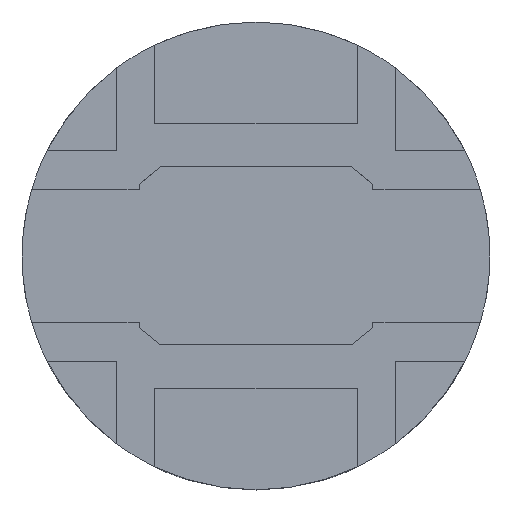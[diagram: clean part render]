
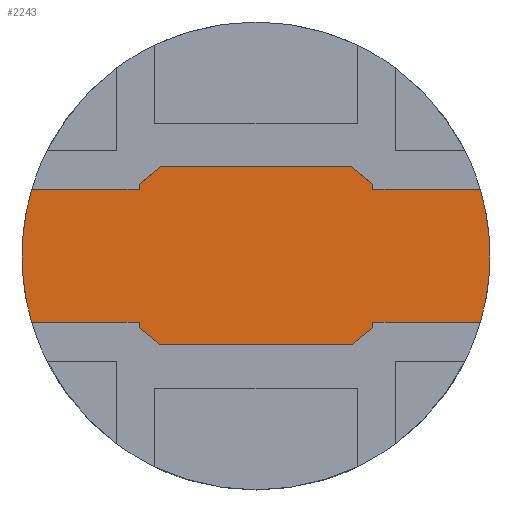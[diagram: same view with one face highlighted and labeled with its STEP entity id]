
A CAD part, top view. The second image highlights one B-rep face of the part: STEP entity #2243.
In plain terms, the highlighted planar face has unit normal (0, 0, 1).
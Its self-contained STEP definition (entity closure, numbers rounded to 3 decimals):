
#19 = DIRECTION ( 'NONE',  ( -0.775, -0.632, 0. ) ) ;
#37 = ORIENTED_EDGE ( 'NONE', *, *, #1552, .T. ) ;
#45 = PLANE ( 'NONE',  #1340 ) ;
#63 = DIRECTION ( 'NONE',  ( 1., 0., 0. ) ) ;
#71 = DIRECTION ( 'NONE',  ( 1., 0., 0. ) ) ;
#74 = VERTEX_POINT ( 'NONE', #2422 ) ;
#101 = CARTESIAN_POINT ( 'NONE',  ( 0., 0., 2. ) ) ;
#124 = DIRECTION ( 'NONE',  ( 1., 0., 0. ) ) ;
#136 = EDGE_CURVE ( 'NONE', #74, #1558, #1665, .T. ) ;
#157 = CARTESIAN_POINT ( 'NONE',  ( -10.5, 0., 2. ) ) ;
#177 = LINE ( 'NONE', #191, #2214 ) ;
#178 = DIRECTION ( 'NONE',  ( 1., 0., 0. ) ) ;
#191 = CARTESIAN_POINT ( 'NONE',  ( 10.5, 0., 2. ) ) ;
#194 = CARTESIAN_POINT ( 'NONE',  ( 0., -5.97, 2. ) ) ;
#200 = EDGE_CURVE ( 'NONE', #1605, #366, #1839, .T. ) ;
#228 = ORIENTED_EDGE ( 'NONE', *, *, #200, .T. ) ;
#276 = CARTESIAN_POINT ( 'NONE',  ( -10.5, 6.45, 2. ) ) ;
#301 = ORIENTED_EDGE ( 'NONE', *, *, #1397, .F. ) ;
#315 = CARTESIAN_POINT ( 'NONE',  ( 10.5, 6.45, 2. ) ) ;
#317 = DIRECTION ( 'NONE',  ( 0., -1., 0. ) ) ;
#323 = VERTEX_POINT ( 'NONE', #1752 ) ;
#358 = EDGE_LOOP ( 'NONE', ( #844, #37, #890, #1764, #2352, #1172, #2186, #2425, #1102, #1553, #2105, #1688, #565, #301, #1205, #546, #228, #2492 ) ) ;
#366 = VERTEX_POINT ( 'NONE', #778 ) ;
#368 = CARTESIAN_POINT ( 'NONE',  ( -20.134, -5.97, 2. ) ) ;
#420 = CARTESIAN_POINT ( 'NONE',  ( 10.5, -6.45, 2. ) ) ;
#435 = CARTESIAN_POINT ( 'NONE',  ( -7.355, -9.016, 2. ) ) ;
#439 = EDGE_CURVE ( 'NONE', #323, #2359, #177, .T. ) ;
#455 = VECTOR ( 'NONE', #178, 1000. ) ;
#486 = EDGE_CURVE ( 'NONE', #1852, #1386, #2156, .T. ) ;
#487 = CARTESIAN_POINT ( 'NONE',  ( 0., 0., 2. ) ) ;
#510 = CARTESIAN_POINT ( 'NONE',  ( 10.5, 0., 2. ) ) ;
#546 = ORIENTED_EDGE ( 'NONE', *, *, #1967, .T. ) ;
#565 = ORIENTED_EDGE ( 'NONE', *, *, #1157, .F. ) ;
#568 = CARTESIAN_POINT ( 'NONE',  ( 0., 0., 2. ) ) ;
#602 = DIRECTION ( 'NONE',  ( -0.775, -0.632, 0. ) ) ;
#607 = CARTESIAN_POINT ( 'NONE',  ( 10.5, -5.97, 2. ) ) ;
#668 = CARTESIAN_POINT ( 'NONE',  ( 0., 5.97, 2. ) ) ;
#675 = VECTOR ( 'NONE', #19, 1000. ) ;
#706 = LINE ( 'NONE', #510, #1250 ) ;
#778 = CARTESIAN_POINT ( 'NONE',  ( 20.134, 5.97, 2. ) ) ;
#790 = CARTESIAN_POINT ( 'NONE',  ( -7.355, 9.016, 2. ) ) ;
#793 = EDGE_CURVE ( 'NONE', #1386, #2066, #1374, .T. ) ;
#796 = VECTOR ( 'NONE', #841, 1000. ) ;
#797 = VERTEX_POINT ( 'NONE', #607 ) ;
#799 = CARTESIAN_POINT ( 'NONE',  ( 0., 0., 2. ) ) ;
#815 = VERTEX_POINT ( 'NONE', #970 ) ;
#818 = VERTEX_POINT ( 'NONE', #1179 ) ;
#841 = DIRECTION ( 'NONE',  ( -0.775, 0.632, 0. ) ) ;
#844 = ORIENTED_EDGE ( 'NONE', *, *, #439, .T. ) ;
#847 = CARTESIAN_POINT ( 'NONE',  ( -10.5, 0., 2. ) ) ;
#853 = EDGE_CURVE ( 'NONE', #1558, #865, #1017, .T. ) ;
#863 = CARTESIAN_POINT ( 'NONE',  ( 0., 0., 2. ) ) ;
#865 = VERTEX_POINT ( 'NONE', #368 ) ;
#875 = CARTESIAN_POINT ( 'NONE',  ( 0., -8., 2. ) ) ;
#890 = ORIENTED_EDGE ( 'NONE', *, *, #1376, .F. ) ;
#912 = VERTEX_POINT ( 'NONE', #1260 ) ;
#922 = AXIS2_PLACEMENT_3D ( 'NONE', #863, #1293, #1446 ) ;
#930 = EDGE_CURVE ( 'NONE', #323, #366, #2041, .T. ) ;
#970 = CARTESIAN_POINT ( 'NONE',  ( -8.6, -8., 2. ) ) ;
#974 = LINE ( 'NONE', #2367, #2084 ) ;
#982 = CARTESIAN_POINT ( 'NONE',  ( -21., 0., 2. ) ) ;
#992 = VECTOR ( 'NONE', #2012, 1000. ) ;
#1017 = CIRCLE ( 'NONE', #2471, 21. ) ;
#1069 = CARTESIAN_POINT ( 'NONE',  ( 0., 8., 2. ) ) ;
#1077 = FACE_OUTER_BOUND ( 'NONE', #358, .T. ) ;
#1079 = LINE ( 'NONE', #875, #1741 ) ;
#1102 = ORIENTED_EDGE ( 'NONE', *, *, #1516, .T. ) ;
#1121 = CARTESIAN_POINT ( 'NONE',  ( -10.5, -5.97, 2. ) ) ;
#1157 = EDGE_CURVE ( 'NONE', #1825, #1853, #1823, .T. ) ;
#1167 = LINE ( 'NONE', #2382, #455 ) ;
#1172 = ORIENTED_EDGE ( 'NONE', *, *, #1549, .F. ) ;
#1179 = CARTESIAN_POINT ( 'NONE',  ( 8.6, 8., 2. ) ) ;
#1205 = ORIENTED_EDGE ( 'NONE', *, *, #1278, .T. ) ;
#1213 = CIRCLE ( 'NONE', #1535, 21. ) ;
#1250 = VECTOR ( 'NONE', #317, 1000. ) ;
#1260 = CARTESIAN_POINT ( 'NONE',  ( 20.134, -5.97, 2. ) ) ;
#1278 = EDGE_CURVE ( 'NONE', #797, #912, #2232, .T. ) ;
#1285 = DIRECTION ( 'NONE',  ( 0., 0., 1. ) ) ;
#1293 = DIRECTION ( 'NONE',  ( 0., 0., 1. ) ) ;
#1340 = AXIS2_PLACEMENT_3D ( 'NONE', #799, #2459, #1874 ) ;
#1344 = VECTOR ( 'NONE', #63, 1000. ) ;
#1354 = DIRECTION ( 'NONE',  ( 1., 0., 0. ) ) ;
#1361 = DIRECTION ( 'NONE',  ( 1., 0., 0. ) ) ;
#1362 = EDGE_CURVE ( 'NONE', #815, #1853, #1079, .T. ) ;
#1374 = LINE ( 'NONE', #157, #2093 ) ;
#1376 = EDGE_CURVE ( 'NONE', #1852, #818, #1692, .T. ) ;
#1386 = VERTEX_POINT ( 'NONE', #276 ) ;
#1397 = EDGE_CURVE ( 'NONE', #797, #1825, #706, .T. ) ;
#1446 = DIRECTION ( 'NONE',  ( 1., 0., 0. ) ) ;
#1466 = DIRECTION ( 'NONE',  ( 1., 0., 0. ) ) ;
#1498 = DIRECTION ( 'NONE',  ( 0., 0., 1. ) ) ;
#1500 = VECTOR ( 'NONE', #1519, 1000. ) ;
#1516 = EDGE_CURVE ( 'NONE', #865, #1984, #1966, .T. ) ;
#1519 = DIRECTION ( 'NONE',  ( 1., 0., 0. ) ) ;
#1535 = AXIS2_PLACEMENT_3D ( 'NONE', #487, #1285, #1466 ) ;
#1538 = AXIS2_PLACEMENT_3D ( 'NONE', #101, #1498, #71 ) ;
#1543 = CARTESIAN_POINT ( 'NONE',  ( 0., -5.97, 2. ) ) ;
#1549 = EDGE_CURVE ( 'NONE', #74, #2066, #1167, .T. ) ;
#1552 = EDGE_CURVE ( 'NONE', #2359, #818, #974, .T. ) ;
#1553 = ORIENTED_EDGE ( 'NONE', *, *, #1586, .F. ) ;
#1558 = VERTEX_POINT ( 'NONE', #982 ) ;
#1586 = EDGE_CURVE ( 'NONE', #2440, #1984, #2433, .T. ) ;
#1592 = DIRECTION ( 'NONE',  ( 0., 0., 1. ) ) ;
#1605 = VERTEX_POINT ( 'NONE', #2046 ) ;
#1665 = CIRCLE ( 'NONE', #1538, 21. ) ;
#1688 = ORIENTED_EDGE ( 'NONE', *, *, #1362, .T. ) ;
#1692 = LINE ( 'NONE', #1069, #1500 ) ;
#1741 = VECTOR ( 'NONE', #124, 1000. ) ;
#1748 = DIRECTION ( 'NONE',  ( 0., -1., 0. ) ) ;
#1752 = CARTESIAN_POINT ( 'NONE',  ( 10.5, 5.97, 2. ) ) ;
#1764 = ORIENTED_EDGE ( 'NONE', *, *, #486, .T. ) ;
#1807 = CARTESIAN_POINT ( 'NONE',  ( -10.5, -6.45, 2. ) ) ;
#1823 = LINE ( 'NONE', #2410, #2120 ) ;
#1825 = VERTEX_POINT ( 'NONE', #420 ) ;
#1839 = CIRCLE ( 'NONE', #922, 21. ) ;
#1852 = VERTEX_POINT ( 'NONE', #2235 ) ;
#1853 = VERTEX_POINT ( 'NONE', #2428 ) ;
#1874 = DIRECTION ( 'NONE',  ( 1., 0., 0. ) ) ;
#1915 = VECTOR ( 'NONE', #2240, 1000. ) ;
#1926 = EDGE_CURVE ( 'NONE', #815, #2440, #2000, .T. ) ;
#1964 = DIRECTION ( 'NONE',  ( 0., 1., 0. ) ) ;
#1966 = LINE ( 'NONE', #1543, #2453 ) ;
#1967 = EDGE_CURVE ( 'NONE', #912, #1605, #1213, .T. ) ;
#1981 = DIRECTION ( 'NONE',  ( -0.775, 0.632, 0. ) ) ;
#1984 = VERTEX_POINT ( 'NONE', #1121 ) ;
#2000 = LINE ( 'NONE', #435, #796 ) ;
#2012 = DIRECTION ( 'NONE',  ( 1., 0., 0. ) ) ;
#2041 = LINE ( 'NONE', #668, #1344 ) ;
#2046 = CARTESIAN_POINT ( 'NONE',  ( 21., 0., 2. ) ) ;
#2066 = VERTEX_POINT ( 'NONE', #2288 ) ;
#2084 = VECTOR ( 'NONE', #1981, 1000. ) ;
#2093 = VECTOR ( 'NONE', #1748, 1000. ) ;
#2105 = ORIENTED_EDGE ( 'NONE', *, *, #1926, .F. ) ;
#2120 = VECTOR ( 'NONE', #602, 1000. ) ;
#2156 = LINE ( 'NONE', #790, #675 ) ;
#2186 = ORIENTED_EDGE ( 'NONE', *, *, #136, .T. ) ;
#2214 = VECTOR ( 'NONE', #1964, 1000. ) ;
#2232 = LINE ( 'NONE', #194, #992 ) ;
#2235 = CARTESIAN_POINT ( 'NONE',  ( -8.6, 8., 2. ) ) ;
#2240 = DIRECTION ( 'NONE',  ( 0., 1., 0. ) ) ;
#2243 = ADVANCED_FACE ( 'NONE', ( #1077 ), #45, .T. ) ;
#2288 = CARTESIAN_POINT ( 'NONE',  ( -10.5, 5.97, 2. ) ) ;
#2352 = ORIENTED_EDGE ( 'NONE', *, *, #793, .T. ) ;
#2359 = VERTEX_POINT ( 'NONE', #315 ) ;
#2367 = CARTESIAN_POINT ( 'NONE',  ( 7.355, 9.016, 2. ) ) ;
#2382 = CARTESIAN_POINT ( 'NONE',  ( 0., 5.97, 2. ) ) ;
#2410 = CARTESIAN_POINT ( 'NONE',  ( 7.355, -9.016, 2. ) ) ;
#2422 = CARTESIAN_POINT ( 'NONE',  ( -20.134, 5.97, 2. ) ) ;
#2425 = ORIENTED_EDGE ( 'NONE', *, *, #853, .T. ) ;
#2428 = CARTESIAN_POINT ( 'NONE',  ( 8.6, -8., 2. ) ) ;
#2433 = LINE ( 'NONE', #847, #1915 ) ;
#2440 = VERTEX_POINT ( 'NONE', #1807 ) ;
#2453 = VECTOR ( 'NONE', #1354, 1000. ) ;
#2459 = DIRECTION ( 'NONE',  ( 0., 0., 1. ) ) ;
#2471 = AXIS2_PLACEMENT_3D ( 'NONE', #568, #1592, #1361 ) ;
#2492 = ORIENTED_EDGE ( 'NONE', *, *, #930, .F. ) ;
